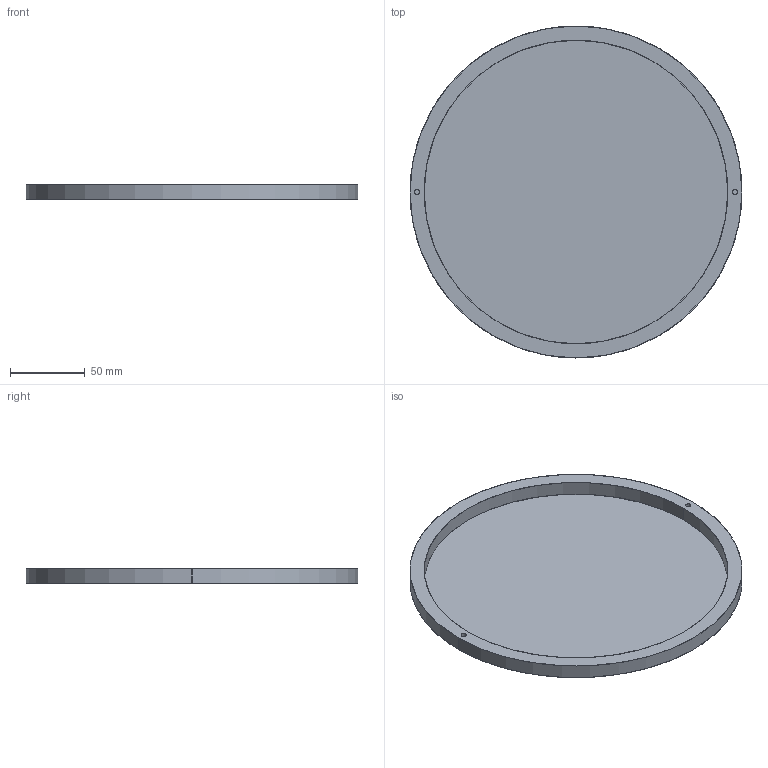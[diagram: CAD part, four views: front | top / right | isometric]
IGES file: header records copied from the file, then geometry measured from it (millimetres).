
Start section: SolidWorks IGES file using analytic representation for surfaces
Global section: file name: Web Model 19311_22589.igs; native system: SolidWorks 2021; preprocessor: SolidWorks 2021; author: NLenzi; date: 220607.102044; units: millimetre
Bounding box: 222.25 x 222.25 x 9.53 mm (x, y, z)
Surface area: 90538.9 mm2 (no closed solid volume)
Topology: 0 solids, 0 shells, 13 faces, 384 edges, 384 vertices
Faces by surface type: revolution 8, bspline 5
